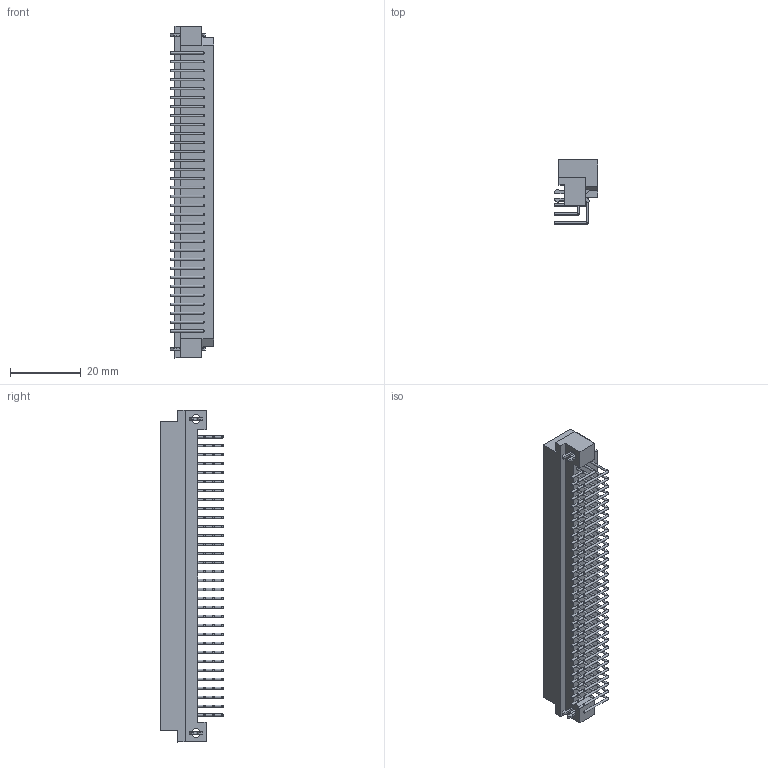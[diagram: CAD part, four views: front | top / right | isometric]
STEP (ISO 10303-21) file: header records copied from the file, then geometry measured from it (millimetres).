
FILE_DESCRIPTION(/* description */ (''),/* implementation_level */ '2;1');
FILE_NAME(/* name */ '100083161ugm000_b.stp',/* time_stamp */ '2016-06-07T07:09:32+02:00',/* author */ (''),/* organization */ (''),/* preprocessor_version */ 'ST-DEVELOPER v16',/* originating_system */ 'SIEMENS PLM Software NX 10.0',/* authorisation */ '');
FILE_SCHEMA (('AUTOMOTIVE_DESIGN { 1 0 10303 214 3 1 1 1 }'));
Length unit declared in the file: millimetre
Products named in the file (2): 09020009943-A-clip_for_angled_solder_connectors; 100083161ugm000_b
Assembly tree (2 placements, depth 2):
  100083161ugm000_b
    09020009943-A-clip_for_angled_solder_connectors  x2
Bounding box: 12.35 x 18.02 x 94 mm (x, y, z)
Volume: 5726.9 mm3; surface area: 8474.5 mm2
Topology: 3 solids, 3 shells, 761 faces, 1670 edges, 916 vertices
Faces by surface type: cylinder 352, plane 313, sphere 96
Full cylindrical faces by diameter (mm): 0.6 x288, 2.5 x2
Entity records: 17136 total; most frequent: CARTESIAN_POINT 3718, DIRECTION 2928, ORIENTED_EDGE 1980, AXIS2_PLACEMENT_3D 1338, EDGE_LOOP 1180, EDGE_CURVE 990, VERTEX_POINT 784, FACE_BOUND 783
